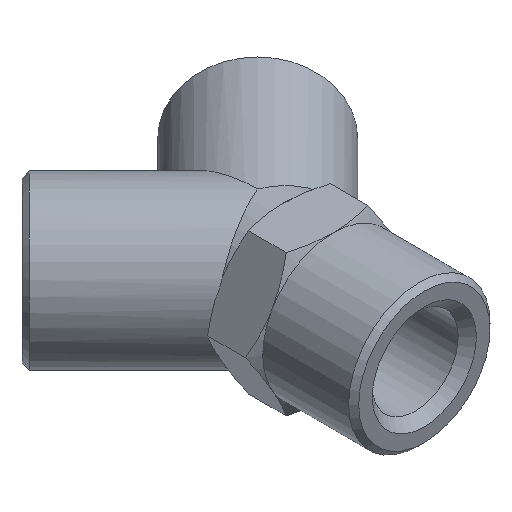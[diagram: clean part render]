
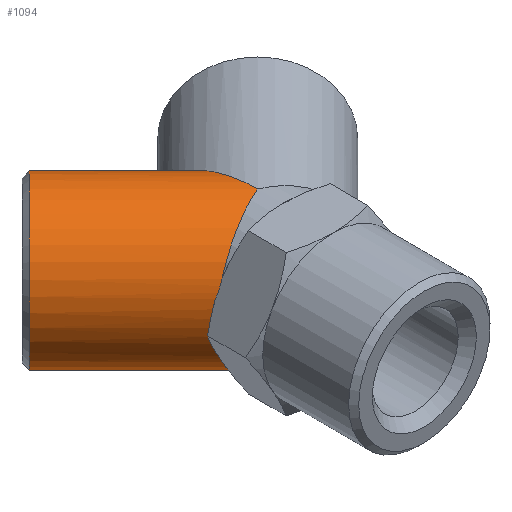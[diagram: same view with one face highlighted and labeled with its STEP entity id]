
A CAD part, isometric view. The second image highlights one B-rep face of the part: STEP entity #1094.
In plain terms, the highlighted cylindrical face has radius 7 mm (diameter 14 mm), a full revolution.
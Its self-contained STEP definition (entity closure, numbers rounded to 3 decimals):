
#21 = AXIS2_PLACEMENT_3D ( 'NONE', #280, #279, #287 ) ;
#39 = EDGE_CURVE ( 'NONE', #812, #1043, #1105, .T. ) ;
#53 = EDGE_CURVE ( 'NONE', #740, #951, #1135, .T. ) ;
#70 = EDGE_CURVE ( 'NONE', #951, #820, #1125, .T. ) ;
#72 = EDGE_CURVE ( 'NONE', #1043, #740, #1140, .T. ) ;
#94 = EDGE_CURVE ( 'NONE', #1048, #812, #1131, .T. ) ;
#115 = EDGE_CURVE ( 'NONE', #679, #679, #799, .T. ) ;
#138 = EDGE_CURVE ( 'NONE', #820, #1048, #1117, .T. ) ;
#148 = AXIS2_PLACEMENT_3D ( 'NONE', #653, #652, #651 ) ;
#172 = CARTESIAN_POINT ( 'NONE',  ( -2.542, 16.447, 7. ) ) ;
#178 = CARTESIAN_POINT ( 'NONE',  ( 0., 17.5, 7. ) ) ;
#179 = CARTESIAN_POINT ( 'NONE',  ( 0., 37.299, 7. ) ) ;
#182 = CARTESIAN_POINT ( 'NONE',  ( -4.748, 15.533, 5.737 ) ) ;
#187 = CARTESIAN_POINT ( 'NONE',  ( 0., 17.5, -7. ) ) ;
#188 = CARTESIAN_POINT ( 'NONE',  ( 0., 37.299, -7. ) ) ;
#191 = CARTESIAN_POINT ( 'NONE',  ( -6.036, 15., 3.546 ) ) ;
#204 = CARTESIAN_POINT ( 'NONE',  ( 0., 17.5, 7. ) ) ;
#259 = CARTESIAN_POINT ( 'NONE',  ( -6.364, 33.763, 0. ) ) ;
#279 = DIRECTION ( 'NONE',  ( 0.707, -0.707, 0. ) ) ;
#280 = CARTESIAN_POINT ( 'NONE',  ( -11.314, 28.814, 0. ) ) ;
#287 = DIRECTION ( 'NONE',  ( 0.707, 0.707, 0. ) ) ;
#378 = CARTESIAN_POINT ( 'NONE',  ( -6.797, 14.912, 2.228 ) ) ;
#382 = CARTESIAN_POINT ( 'NONE',  ( -6.532, 14.865, 2.687 ) ) ;
#403 = CARTESIAN_POINT ( 'NONE',  ( -6.036, 15., -3.546 ) ) ;
#408 = CARTESIAN_POINT ( 'NONE',  ( -6.277, 14.894, -3.128 ) ) ;
#413 = CARTESIAN_POINT ( 'NONE',  ( -6.797, 14.912, -2.228 ) ) ;
#416 = CARTESIAN_POINT ( 'NONE',  ( -6.277, 14.894, 3.128 ) ) ;
#439 = CARTESIAN_POINT ( 'NONE',  ( 0., 17.5, -7. ) ) ;
#444 = CARTESIAN_POINT ( 'NONE',  ( -6.036, 15., 3.546 ) ) ;
#454 = CARTESIAN_POINT ( 'NONE',  ( -6.036, 15., -3.546 ) ) ;
#456 = CARTESIAN_POINT ( 'NONE',  ( 0., 17.5, 7. ) ) ;
#466 = CARTESIAN_POINT ( 'NONE',  ( -6.797, 14.912, 2.228 ) ) ;
#481 = CARTESIAN_POINT ( 'NONE',  ( -6.036, 15., 3.546 ) ) ;
#490 = CARTESIAN_POINT ( 'NONE',  ( -6.797, 14.912, -2.228 ) ) ;
#508 = CARTESIAN_POINT ( 'NONE',  ( 0., 17.5, -7. ) ) ;
#509 = CARTESIAN_POINT ( 'NONE',  ( -2.542, 16.447, -7. ) ) ;
#513 = CARTESIAN_POINT ( 'NONE',  ( -4.748, 15.533, -5.737 ) ) ;
#526 = CARTESIAN_POINT ( 'NONE',  ( -6.036, 15., -3.546 ) ) ;
#528 = CARTESIAN_POINT ( 'NONE',  ( -6.797, 14.912, -2.228 ) ) ;
#535 = CARTESIAN_POINT ( 'NONE',  ( -6.946, 14.893, -1.873 ) ) ;
#541 = CARTESIAN_POINT ( 'NONE',  ( -7.061, 14.879, -1.507 ) ) ;
#544 = CARTESIAN_POINT ( 'NONE',  ( -7.214, 14.859, -0.764 ) ) ;
#545 = CARTESIAN_POINT ( 'NONE',  ( -7.253, 14.854, -0.386 ) ) ;
#550 = CARTESIAN_POINT ( 'NONE',  ( -7.253, 14.854, 0.384 ) ) ;
#554 = CARTESIAN_POINT ( 'NONE',  ( -7.213, 14.859, 0.768 ) ) ;
#556 = CARTESIAN_POINT ( 'NONE',  ( -6.797, 14.912, 2.228 ) ) ;
#563 = CARTESIAN_POINT ( 'NONE',  ( -6.946, 14.893, 1.873 ) ) ;
#602 = CARTESIAN_POINT ( 'NONE',  ( -6.532, 14.865, -2.687 ) ) ;
#651 = DIRECTION ( 'NONE',  ( 0.707, 0.707, 0. ) ) ;
#652 = DIRECTION ( 'NONE',  ( 0.707, -0.707, 0. ) ) ;
#653 = CARTESIAN_POINT ( 'NONE',  ( -11.314, 28.814, 0. ) ) ;
#665 = CARTESIAN_POINT ( 'NONE',  ( -7.06, 14.879, 1.511 ) ) ;
#679 = VERTEX_POINT ( 'NONE', #259 ) ;
#692 = CYLINDRICAL_SURFACE ( 'NONE', #21, 7. ) ;
#694 = FACE_OUTER_BOUND ( 'NONE', #998, .T. ) ;
#709 = FACE_OUTER_BOUND ( 'NONE', #1002, .T. ) ;
#740 = VERTEX_POINT ( 'NONE', #466 ) ;
#799 = CIRCLE ( 'NONE', #148, 7. ) ;
#812 = VERTEX_POINT ( 'NONE', #456 ) ;
#820 = VERTEX_POINT ( 'NONE', #454 ) ;
#878 = ORIENTED_EDGE ( 'NONE', *, *, #115, .T. ) ;
#879 = ORIENTED_EDGE ( 'NONE', *, *, #39, .F. ) ;
#880 = ORIENTED_EDGE ( 'NONE', *, *, #72, .F. ) ;
#881 = ORIENTED_EDGE ( 'NONE', *, *, #53, .F. ) ;
#882 = ORIENTED_EDGE ( 'NONE', *, *, #70, .F. ) ;
#883 = ORIENTED_EDGE ( 'NONE', *, *, #138, .F. ) ;
#884 = ORIENTED_EDGE ( 'NONE', *, *, #94, .F. ) ;
#951 = VERTEX_POINT ( 'NONE', #490 ) ;
#998 = EDGE_LOOP ( 'NONE', ( #878 ) ) ;
#1002 = EDGE_LOOP ( 'NONE', ( #884, #883, #882, #881, #880, #879 ) ) ;
#1043 = VERTEX_POINT ( 'NONE', #444 ) ;
#1048 = VERTEX_POINT ( 'NONE', #439 ) ;
#1094 = ADVANCED_FACE ( 'NONE', ( #709, #694 ), #692, .T. ) ;
#1105 =( BOUNDED_CURVE ( )  B_SPLINE_CURVE ( 3, ( #204, #172, #182, #191 ),
 .UNSPECIFIED., .F., .T. ) 
 B_SPLINE_CURVE_WITH_KNOTS ( ( 4, 4 ),
 ( 1.571, 2.61 ),
 .UNSPECIFIED. ) 
 CURVE ( )  GEOMETRIC_REPRESENTATION_ITEM ( )  RATIONAL_B_SPLINE_CURVE ( ( 1., 0.912, 0.912, 1. ) ) 
 REPRESENTATION_ITEM ( '' )  );
#1117 =( BOUNDED_CURVE ( )  B_SPLINE_CURVE ( 3, ( #526, #513, #509, #508 ),
 .UNSPECIFIED., .F., .F. ) 
 B_SPLINE_CURVE_WITH_KNOTS ( ( 4, 4 ),
 ( 3.673, 4.712 ),
 .UNSPECIFIED. ) 
 CURVE ( )  GEOMETRIC_REPRESENTATION_ITEM ( )  RATIONAL_B_SPLINE_CURVE ( ( 1., 0.912, 0.912, 1. ) ) 
 REPRESENTATION_ITEM ( '' )  );
#1125 =( BOUNDED_CURVE ( )  B_SPLINE_CURVE ( 3, ( #413, #602, #408, #403 ),
 .UNSPECIFIED., .F., .F. ) 
 B_SPLINE_CURVE_WITH_KNOTS ( ( 4, 4 ),
 ( 5.922, 6.13 ),
 .UNSPECIFIED. ) 
 CURVE ( )  GEOMETRIC_REPRESENTATION_ITEM ( )  RATIONAL_B_SPLINE_CURVE ( ( 1., 0.996, 0.996, 1. ) ) 
 REPRESENTATION_ITEM ( '' )  );
#1131 =( BOUNDED_CURVE ( )  B_SPLINE_CURVE ( 3, ( #187, #188, #179, #178 ),
 .UNSPECIFIED., .F., .F. ) 
 B_SPLINE_CURVE_WITH_KNOTS ( ( 4, 4 ),
 ( 1.571, 4.712 ),
 .UNSPECIFIED. ) 
 CURVE ( )  GEOMETRIC_REPRESENTATION_ITEM ( )  RATIONAL_B_SPLINE_CURVE ( ( 1., 0.333, 0.333, 1. ) ) 
 REPRESENTATION_ITEM ( '' )  );
#1135 = B_SPLINE_CURVE_WITH_KNOTS ( 'NONE', 3,
 ( #556, #563, #665, #554, #550, #545, #544, #541, #535, #528 ),
 .UNSPECIFIED., .F., .F.,
 ( 4, 2, 2, 2, 4 ),
 ( 0., 0.001, 0.002, 0.003, 0.005 ),
 .UNSPECIFIED. ) ;
#1140 =( BOUNDED_CURVE ( )  B_SPLINE_CURVE ( 3, ( #481, #416, #382, #378 ),
 .UNSPECIFIED., .F., .T. ) 
 B_SPLINE_CURVE_WITH_KNOTS ( ( 4, 4 ),
 ( 0.154, 0.361 ),
 .UNSPECIFIED. ) 
 CURVE ( )  GEOMETRIC_REPRESENTATION_ITEM ( )  RATIONAL_B_SPLINE_CURVE ( ( 1., 0.996, 0.996, 1. ) ) 
 REPRESENTATION_ITEM ( '' )  );
